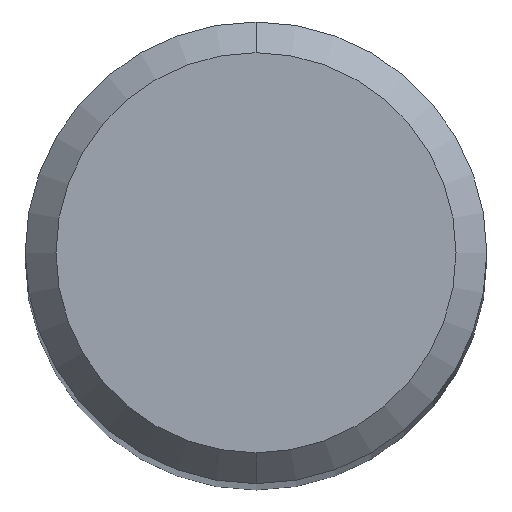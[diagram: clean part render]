
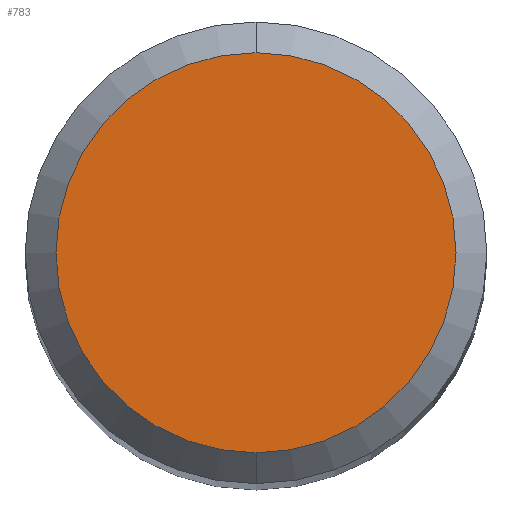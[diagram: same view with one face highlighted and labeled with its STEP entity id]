
A CAD part, top view. The second image highlights one B-rep face of the part: STEP entity #783.
In plain terms, the highlighted planar face has unit normal (0, 0, 1).
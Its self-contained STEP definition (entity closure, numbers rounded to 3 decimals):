
#373=EDGE_CURVE('',#597,#857,#1043,.T.);
#557=EDGE_CURVE('',#857,#597,#1235,.T.);
#597=VERTEX_POINT('',#1280);
#783=ADVANCED_FACE('',(#1497),#1498,.T.);
#857=VERTEX_POINT('',#1579);
#1043=CIRCLE('',#1780,2.6);
#1235=CIRCLE('',#2375,2.6);
#1280=CARTESIAN_POINT('',(0.,-2.6,0.0));
#1497=FACE_OUTER_BOUND('',#3741,.T.);
#1498=PLANE('',#3742);
#1579=CARTESIAN_POINT('',(0.0,2.6,0.0));
#1780=AXIS2_PLACEMENT_3D('',#4442,#4443,#4444);
#2375=AXIS2_PLACEMENT_3D('',#4604,#4605,#4606);
#3741=EDGE_LOOP('',(#4991,#4992));
#3742=AXIS2_PLACEMENT_3D('',#4993,#4994,#4995);
#4442=CARTESIAN_POINT('',(0.0,0.0,0.0));
#4443=DIRECTION('',(0.0,0.0,-1.0));
#4444=DIRECTION('',(0.0,1.0,0.0));
#4604=CARTESIAN_POINT('',(0.0,0.0,0.0));
#4605=DIRECTION('',(0.0,0.0,-1.0));
#4606=DIRECTION('',(0.0,1.0,0.0));
#4991=ORIENTED_EDGE('',*,*,#557,.F.);
#4992=ORIENTED_EDGE('',*,*,#373,.F.);
#4993=CARTESIAN_POINT('',(0.0,1.3,0.0));
#4994=DIRECTION('',(-0.0,0.0,1.0));
#4995=DIRECTION('',(0.0,-1.0,0.0));
